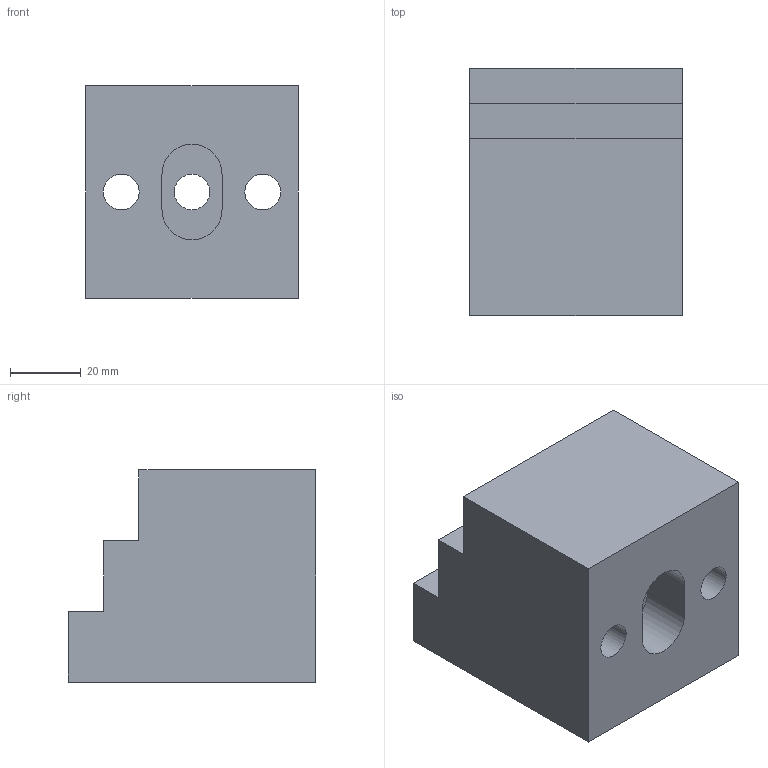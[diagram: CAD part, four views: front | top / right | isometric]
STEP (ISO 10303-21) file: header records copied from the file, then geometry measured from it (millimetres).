
FILE_DESCRIPTION(('FreeCAD Model'),'2;1');
FILE_NAME('Open CASCADE Shape Model','2024-11-24T21:05:06',(''),(''), 'Open CASCADE STEP processor 7.8','FreeCAD','Unknown');
FILE_SCHEMA(('AUTOMOTIVE_DESIGN { 1 0 10303 214 1 1 1 1 }'));
Length unit declared in the file: millimetre
Products named in the file (1): Toolpost60-60CNC
Bounding box: 60 x 70 x 60 mm (x, y, z)
Volume: 186616.5 mm3; surface area: 30162.3 mm2
Topology: 1 solids, 1 shells, 22 faces, 51 edges, 34 vertices
Faces by surface type: plane 15, cylinder 7
Full cylindrical faces by diameter (mm): 10 x1, 10.1 x2, 17 x2
Entity records: 1346 total; most frequent: CARTESIAN_POINT 246, DIRECTION 207, LINE 125, VECTOR 125, ORIENTED_EDGE 102, PCURVE 102, DEFINITIONAL_REPRESENTATION 102, EDGE_CURVE 51
